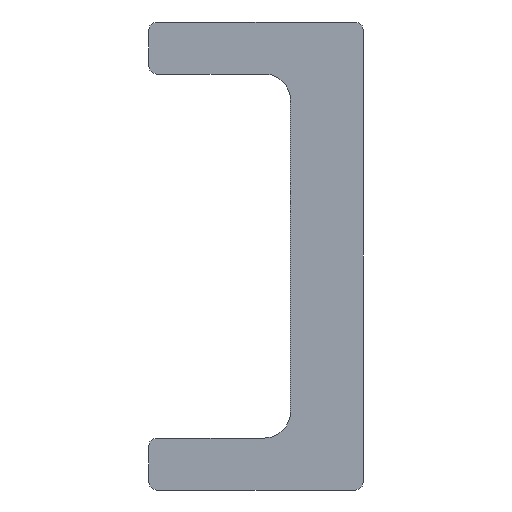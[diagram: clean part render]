
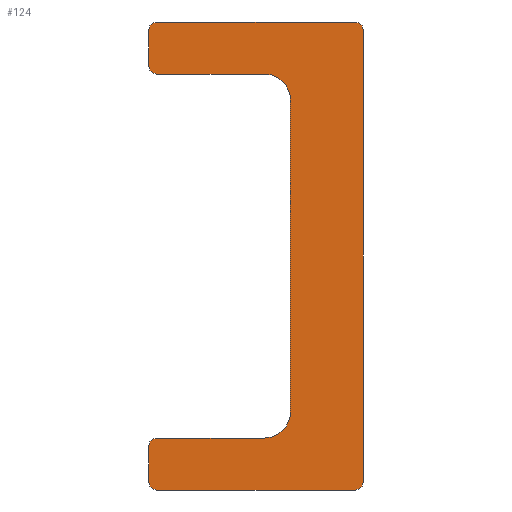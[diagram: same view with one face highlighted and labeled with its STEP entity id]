
A CAD part, front view. The second image highlights one B-rep face of the part: STEP entity #124.
In plain terms, the highlighted planar face has unit normal (0, -1, 0).
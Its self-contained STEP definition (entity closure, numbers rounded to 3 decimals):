
#124 = ADVANCED_FACE( '', ( #268 ), #269, .F. );
#268 = FACE_OUTER_BOUND( '', #413, .T. );
#269 = PLANE( '', #414 );
#413 = EDGE_LOOP( '', ( #673, #674, #675, #676, #677, #678, #679, #680, #681, #682, #683, #684, #685, #686, #687, #688 ) );
#414 = AXIS2_PLACEMENT_3D( '', #689, #690, #691 );
#673 = ORIENTED_EDGE( '', *, *, #821, .F. );
#674 = ORIENTED_EDGE( '', *, *, #767, .T. );
#675 = ORIENTED_EDGE( '', *, *, #761, .F. );
#676 = ORIENTED_EDGE( '', *, *, #771, .T. );
#677 = ORIENTED_EDGE( '', *, *, #746, .F. );
#678 = ORIENTED_EDGE( '', *, *, #723, .T. );
#679 = ORIENTED_EDGE( '', *, *, #807, .F. );
#680 = ORIENTED_EDGE( '', *, *, #810, .T. );
#681 = ORIENTED_EDGE( '', *, *, #823, .F. );
#682 = ORIENTED_EDGE( '', *, *, #755, .T. );
#683 = ORIENTED_EDGE( '', *, *, #740, .F. );
#684 = ORIENTED_EDGE( '', *, *, #824, .T. );
#685 = ORIENTED_EDGE( '', *, *, #800, .F. );
#686 = ORIENTED_EDGE( '', *, *, #737, .T. );
#687 = ORIENTED_EDGE( '', *, *, #783, .F. );
#688 = ORIENTED_EDGE( '', *, *, #813, .T. );
#689 = CARTESIAN_POINT( '', ( -4.125, 0., 9. ) );
#690 = DIRECTION( '', ( 0., 1., 0. ) );
#691 = DIRECTION( '', ( 0., 0., 1. ) );
#723 = EDGE_CURVE( '', #834, #832, #835, .F. );
#737 = EDGE_CURVE( '', #858, #856, #859, .F. );
#740 = EDGE_CURVE( '', #862, #863, #864, .T. );
#746 = EDGE_CURVE( '', #834, #873, #874, .T. );
#755 = EDGE_CURVE( '', #887, #863, #888, .T. );
#761 = EDGE_CURVE( '', #896, #897, #898, .T. );
#767 = EDGE_CURVE( '', #907, #897, #908, .F. );
#771 = EDGE_CURVE( '', #896, #873, #912, .F. );
#783 = EDGE_CURVE( '', #928, #856, #930, .T. );
#800 = EDGE_CURVE( '', #858, #956, #957, .T. );
#807 = EDGE_CURVE( '', #964, #832, #966, .T. );
#810 = EDGE_CURVE( '', #964, #968, #970, .T. );
#813 = EDGE_CURVE( '', #928, #972, #974, .F. );
#821 = EDGE_CURVE( '', #907, #972, #985, .T. );
#823 = EDGE_CURVE( '', #887, #968, #987, .T. );
#824 = EDGE_CURVE( '', #862, #956, #988, .F. );
#832 = VERTEX_POINT( '', #996 );
#834 = VERTEX_POINT( '', #999 );
#835 = CIRCLE( '', #1000, 0.3 );
#856 = VERTEX_POINT( '', #1022 );
#858 = VERTEX_POINT( '', #1025 );
#859 = CIRCLE( '', #1026, 0.3 );
#862 = VERTEX_POINT( '', #1030 );
#863 = VERTEX_POINT( '', #1031 );
#864 = LINE( '', #1032, #1033 );
#873 = VERTEX_POINT( '', #1046 );
#874 = LINE( '', #1047, #1048 );
#887 = VERTEX_POINT( '', #1062 );
#888 = CIRCLE( '', #1063, 1. );
#896 = VERTEX_POINT( '', #1072 );
#897 = VERTEX_POINT( '', #1073 );
#898 = LINE( '', #1074, #1075 );
#907 = VERTEX_POINT( '', #1087 );
#908 = CIRCLE( '', #1088, 0.3 );
#912 = CIRCLE( '', #1093, 0.3 );
#928 = VERTEX_POINT( '', #1114 );
#930 = LINE( '', #1117, #1118 );
#956 = VERTEX_POINT( '', #1144 );
#957 = LINE( '', #1145, #1146 );
#964 = VERTEX_POINT( '', #1154 );
#966 = LINE( '', #1157, #1158 );
#968 = VERTEX_POINT( '', #1160 );
#970 = CIRCLE( '', #1163, 1. );
#972 = VERTEX_POINT( '', #1165 );
#974 = CIRCLE( '', #1168, 0.3 );
#985 = LINE( '', #1179, #1180 );
#987 = LINE( '', #1182, #1183 );
#988 = CIRCLE( '', #1184, 0.3 );
#996 = CARTESIAN_POINT( '', ( -3.825, 0., 7. ) );
#999 = CARTESIAN_POINT( '', ( -4.125, 0., 7.3 ) );
#1000 = AXIS2_PLACEMENT_3D( '', #1192, #1193, #1194 );
#1022 = CARTESIAN_POINT( '', ( -3.825, 0., -9. ) );
#1025 = CARTESIAN_POINT( '', ( -4.125, 0., -8.7 ) );
#1026 = AXIS2_PLACEMENT_3D( '', #1218, #1219, #1220 );
#1030 = CARTESIAN_POINT( '', ( -3.825, 0., -7. ) );
#1031 = CARTESIAN_POINT( '', ( 0.325, 0., -7. ) );
#1032 = CARTESIAN_POINT( '', ( 1.325, 0., -7. ) );
#1033 = VECTOR( '', #1222, 1000. );
#1046 = CARTESIAN_POINT( '', ( -4.125, 0., 8.7 ) );
#1047 = CARTESIAN_POINT( '', ( -4.125, 0., -9. ) );
#1048 = VECTOR( '', #1227, 1000. );
#1062 = CARTESIAN_POINT( '', ( 1.325, 0., -6. ) );
#1063 = AXIS2_PLACEMENT_3D( '', #1241, #1242, #1243 );
#1072 = CARTESIAN_POINT( '', ( -3.825, 0., 9. ) );
#1073 = CARTESIAN_POINT( '', ( 3.825, 0., 9. ) );
#1074 = CARTESIAN_POINT( '', ( -4.125, 0., 9. ) );
#1075 = VECTOR( '', #1251, 1000. );
#1087 = CARTESIAN_POINT( '', ( 4.125, 0., 8.7 ) );
#1088 = AXIS2_PLACEMENT_3D( '', #1258, #1259, #1260 );
#1093 = AXIS2_PLACEMENT_3D( '', #1265, #1266, #1267 );
#1114 = CARTESIAN_POINT( '', ( 3.825, 0., -9. ) );
#1117 = CARTESIAN_POINT( '', ( 4.125, 0., -9. ) );
#1118 = VECTOR( '', #1283, 1000. );
#1144 = CARTESIAN_POINT( '', ( -4.125, 0., -7.3 ) );
#1145 = CARTESIAN_POINT( '', ( -4.125, 0., -9. ) );
#1146 = VECTOR( '', #1311, 1000. );
#1154 = CARTESIAN_POINT( '', ( 0.325, 0., 7. ) );
#1157 = CARTESIAN_POINT( '', ( -4.125, 0., 7. ) );
#1158 = VECTOR( '', #1317, 1000. );
#1160 = CARTESIAN_POINT( '', ( 1.325, 0., 6. ) );
#1163 = AXIS2_PLACEMENT_3D( '', #1319, #1320, #1321 );
#1165 = CARTESIAN_POINT( '', ( 4.125, 0., -8.7 ) );
#1168 = AXIS2_PLACEMENT_3D( '', #1323, #1324, #1325 );
#1179 = CARTESIAN_POINT( '', ( 4.125, 0., 9. ) );
#1180 = VECTOR( '', #1335, 1000. );
#1182 = CARTESIAN_POINT( '', ( 1.325, 0., 7. ) );
#1183 = VECTOR( '', #1336, 1000. );
#1184 = AXIS2_PLACEMENT_3D( '', #1337, #1338, #1339 );
#1192 = CARTESIAN_POINT( '', ( -3.825, 0., 7.3 ) );
#1193 = DIRECTION( '', ( 0., 1., 0. ) );
#1194 = DIRECTION( '', ( 0., 0., 1. ) );
#1218 = CARTESIAN_POINT( '', ( -3.825, 0., -8.7 ) );
#1219 = DIRECTION( '', ( 0., 1., 0. ) );
#1220 = DIRECTION( '', ( 0., 0., 1. ) );
#1222 = DIRECTION( '', ( 1., 0., 0. ) );
#1227 = DIRECTION( '', ( 0., 0., 1. ) );
#1241 = CARTESIAN_POINT( '', ( 0.325, 0., -6. ) );
#1242 = DIRECTION( '', ( 0., 1., 0. ) );
#1243 = DIRECTION( '', ( 0., 0., 1. ) );
#1251 = DIRECTION( '', ( 1., 0., 0. ) );
#1258 = CARTESIAN_POINT( '', ( 3.825, 0., 8.7 ) );
#1259 = DIRECTION( '', ( 0., 1., 0. ) );
#1260 = DIRECTION( '', ( 0., 0., 1. ) );
#1265 = CARTESIAN_POINT( '', ( -3.825, 0., 8.7 ) );
#1266 = DIRECTION( '', ( 0., 1., 0. ) );
#1267 = DIRECTION( '', ( 0., 0., 1. ) );
#1283 = DIRECTION( '', ( -1., 0., 0. ) );
#1311 = DIRECTION( '', ( 0., 0., 1. ) );
#1317 = DIRECTION( '', ( -1., 0., 0. ) );
#1319 = CARTESIAN_POINT( '', ( 0.325, 0., 6. ) );
#1320 = DIRECTION( '', ( 0., 1., 0. ) );
#1321 = DIRECTION( '', ( 0., 0., 1. ) );
#1323 = CARTESIAN_POINT( '', ( 3.825, 0., -8.7 ) );
#1324 = DIRECTION( '', ( 0., 1., 0. ) );
#1325 = DIRECTION( '', ( 0., 0., 1. ) );
#1335 = DIRECTION( '', ( 0., 0., -1. ) );
#1336 = DIRECTION( '', ( 0., 0., 1. ) );
#1337 = CARTESIAN_POINT( '', ( -3.825, 0., -7.3 ) );
#1338 = DIRECTION( '', ( 0., 1., 0. ) );
#1339 = DIRECTION( '', ( 0., 0., 1. ) );
